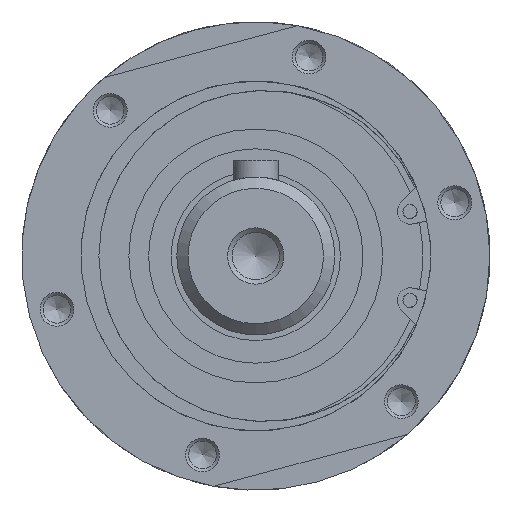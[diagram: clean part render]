
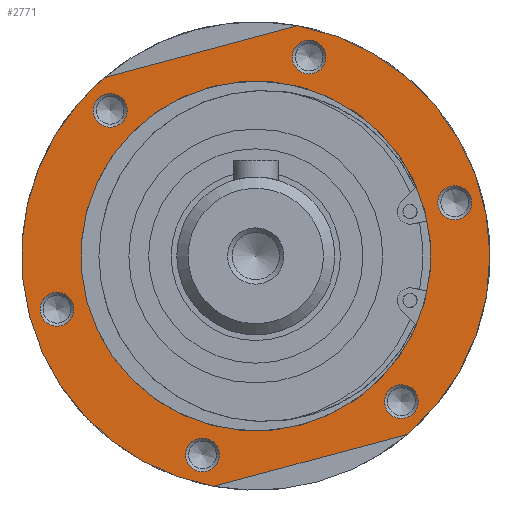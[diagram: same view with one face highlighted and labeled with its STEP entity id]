
A CAD part, left-side view. The second image highlights one B-rep face of the part: STEP entity #2771.
In plain terms, the highlighted planar face has unit normal (-1, 0, 0).
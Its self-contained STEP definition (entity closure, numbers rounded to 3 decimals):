
#2533=CARTESIAN_POINT('',(-214.5,-26.876,-31.621));
#2534=VERTEX_POINT('',#2533);
#2541=CARTESIAN_POINT('',(-214.5,7.465,-40.823));
#2542=VERTEX_POINT('',#2541);
#2543=CARTESIAN_POINT('',(-214.5,7.465,-40.823));
#2544=DIRECTION('',(0.0,-0.966,0.259));
#2545=VECTOR('',#2544,35.553);
#2546=LINE('',#2543,#2545);
#2547=EDGE_CURVE('',#2542,#2534,#2546,.T.);
#2589=CARTESIAN_POINT('',(-214.5,26.876,31.621));
#2590=VERTEX_POINT('',#2589);
#2597=CARTESIAN_POINT('',(-214.5,-7.465,40.823));
#2598=VERTEX_POINT('',#2597);
#2599=CARTESIAN_POINT('',(-214.5,-7.465,40.823));
#2600=DIRECTION('',(0.0,0.966,-0.259));
#2601=VECTOR('',#2600,35.553);
#2602=LINE('',#2599,#2601);
#2603=EDGE_CURVE('',#2598,#2590,#2602,.T.);
#2623=CARTESIAN_POINT('',(-214.5,0.,0.));
#2624=DIRECTION('',(1.0,0.,0.));
#2625=DIRECTION('',(0.,0.966,-0.259));
#2626=AXIS2_PLACEMENT_3D('',#2623,#2624,#2625);
#2627=CIRCLE('',#2626,41.5);
#2628=EDGE_CURVE('',#2542,#2590,#2627,.T.);
#2633=CARTESIAN_POINT('',(-214.5,0.,0.));
#2634=DIRECTION('',(1.0,0.,0.));
#2635=DIRECTION('',(0.,0.966,-0.259));
#2636=AXIS2_PLACEMENT_3D('',#2633,#2634,#2635);
#2637=CIRCLE('',#2636,41.5);
#2638=EDGE_CURVE('',#2598,#2534,#2637,.T.);
#2679=CARTESIAN_POINT('',(-214.5,-12.345,34.48));
#2680=VERTEX_POINT('',#2679);
#2681=CARTESIAN_POINT('',(-214.5,-9.447,35.256));
#2682=DIRECTION('',(-1.0,0.,0.));
#2683=DIRECTION('',(0.,0.966,0.259));
#2684=AXIS2_PLACEMENT_3D('',#2681,#2682,#2683);
#2685=CIRCLE('',#2684,3.);
#2686=EDGE_CURVE('',#2680,#2680,#2685,.T.);
#2691=CARTESIAN_POINT('',(-214.5,35.015,-9.382));
#2692=DIRECTION('',(-1.0,0.0,0.0));
#2693=DIRECTION('',(0.0,0.259,0.966));
#2694=AXIS2_PLACEMENT_3D('',#2691,#2692,#2693);
#2695=PLANE('',#2694);
#2696=ORIENTED_EDGE('',*,*,#2547,.T.);
#2697=ORIENTED_EDGE('',*,*,#2638,.F.);
#2698=ORIENTED_EDGE('',*,*,#2603,.T.);
#2699=ORIENTED_EDGE('',*,*,#2628,.F.);
#2700=EDGE_LOOP('',(#2696,#2697,#2698,#2699));
#2701=FACE_OUTER_BOUND('',#2700,.T.);
#2702=CARTESIAN_POINT('',(-214.5,-36.033,6.549));
#2703=VERTEX_POINT('',#2702);
#2704=CARTESIAN_POINT('',(-214.5,-35.256,9.447));
#2705=DIRECTION('',(-1.,0.,0.));
#2706=DIRECTION('',(0.,0.259,0.966));
#2707=AXIS2_PLACEMENT_3D('',#2704,#2705,#2706);
#2708=CIRCLE('',#2707,3.);
#2709=EDGE_CURVE('',#2703,#2703,#2708,.T.);
#2710=ORIENTED_EDGE('',*,*,#2709,.F.);
#2711=EDGE_LOOP('',(#2710));
#2712=FACE_BOUND('',#2711,.T.);
#2713=CARTESIAN_POINT('',(-214.5,-23.688,-27.931));
#2714=VERTEX_POINT('',#2713);
#2715=CARTESIAN_POINT('',(-214.5,-25.809,-25.809));
#2716=DIRECTION('',(-1.0,0.,0.));
#2717=DIRECTION('',(0.,-0.707,0.707));
#2718=AXIS2_PLACEMENT_3D('',#2715,#2716,#2717);
#2719=CIRCLE('',#2718,3.);
#2720=EDGE_CURVE('',#2714,#2714,#2719,.T.);
#2721=ORIENTED_EDGE('',*,*,#2720,.F.);
#2722=EDGE_LOOP('',(#2721));
#2723=FACE_BOUND('',#2722,.T.);
#2724=CARTESIAN_POINT('',(-214.5,12.345,-34.48));
#2725=VERTEX_POINT('',#2724);
#2726=CARTESIAN_POINT('',(-214.5,9.447,-35.256));
#2727=DIRECTION('',(-1.,0.,0.));
#2728=DIRECTION('',(0.,-0.966,-0.259));
#2729=AXIS2_PLACEMENT_3D('',#2726,#2727,#2728);
#2730=CIRCLE('',#2729,3.);
#2731=EDGE_CURVE('',#2725,#2725,#2730,.T.);
#2732=ORIENTED_EDGE('',*,*,#2731,.F.);
#2733=EDGE_LOOP('',(#2732));
#2734=FACE_BOUND('',#2733,.T.);
#2735=CARTESIAN_POINT('',(-214.5,29.944,-8.023));
#2736=VERTEX_POINT('',#2735);
#2737=CARTESIAN_POINT('',(-214.5,0.,0.));
#2738=DIRECTION('',(1.0,0.,0.));
#2739=DIRECTION('',(0.,0.966,-0.259));
#2740=AXIS2_PLACEMENT_3D('',#2737,#2738,#2739);
#2741=CIRCLE('',#2740,31.);
#2742=EDGE_CURVE('',#2736,#2736,#2741,.T.);
#2743=ORIENTED_EDGE('',*,*,#2742,.T.);
#2744=EDGE_LOOP('',(#2743));
#2745=FACE_BOUND('',#2744,.T.);
#2746=CARTESIAN_POINT('',(-214.5,36.033,-6.549));
#2747=VERTEX_POINT('',#2746);
#2748=CARTESIAN_POINT('',(-214.5,35.256,-9.447));
#2749=DIRECTION('',(-1.0,0.,0.));
#2750=DIRECTION('',(0.,-0.259,-0.966));
#2751=AXIS2_PLACEMENT_3D('',#2748,#2749,#2750);
#2752=CIRCLE('',#2751,3.);
#2753=EDGE_CURVE('',#2747,#2747,#2752,.T.);
#2754=ORIENTED_EDGE('',*,*,#2753,.F.);
#2755=EDGE_LOOP('',(#2754));
#2756=FACE_BOUND('',#2755,.T.);
#2757=CARTESIAN_POINT('',(-214.5,23.688,27.931));
#2758=VERTEX_POINT('',#2757);
#2759=CARTESIAN_POINT('',(-214.5,25.809,25.809));
#2760=DIRECTION('',(-1.,0.,0.));
#2761=DIRECTION('',(0.,0.707,-0.707));
#2762=AXIS2_PLACEMENT_3D('',#2759,#2760,#2761);
#2763=CIRCLE('',#2762,3.);
#2764=EDGE_CURVE('',#2758,#2758,#2763,.T.);
#2765=ORIENTED_EDGE('',*,*,#2764,.F.);
#2766=EDGE_LOOP('',(#2765));
#2767=FACE_BOUND('',#2766,.T.);
#2768=ORIENTED_EDGE('',*,*,#2686,.F.);
#2769=EDGE_LOOP('',(#2768));
#2770=FACE_BOUND('',#2769,.T.);
#2771=ADVANCED_FACE('',(#2701,#2712,#2723,#2734,#2745,#2756,#2767,#2770),#2695,.T.);
